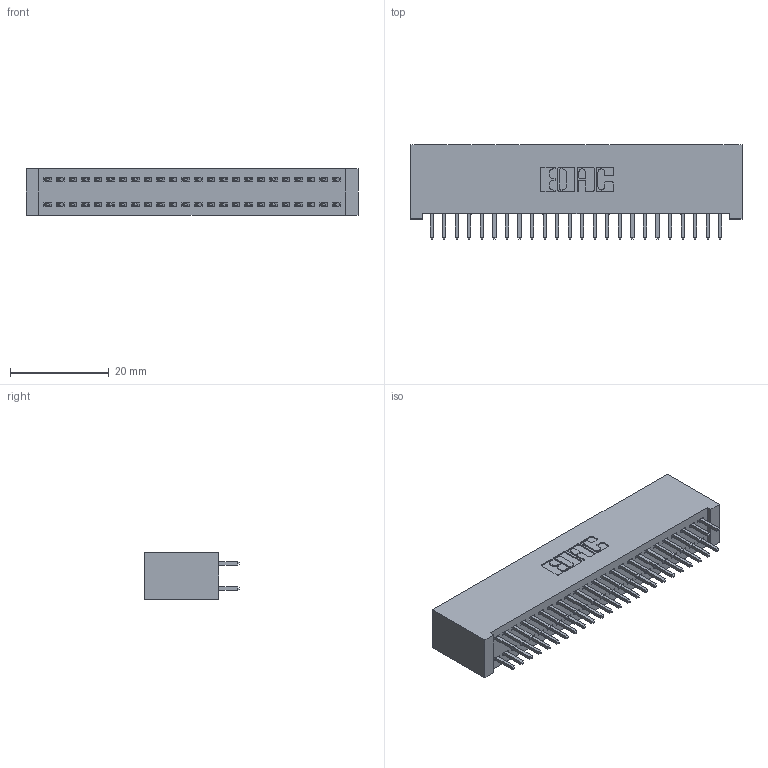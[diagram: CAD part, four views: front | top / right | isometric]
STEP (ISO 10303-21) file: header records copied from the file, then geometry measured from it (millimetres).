
FILE_DESCRIPTION (( 'STEP AP203' ), '1' );
FILE_NAME ('342-048-521-201.STEP', '2019-10-02T21:46:41', ( '' ), ( '' ), 'SwSTEP 2.0', 'SolidWorks 2016', '' );
FILE_SCHEMA (( 'CONFIG_CONTROL_DESIGN' ));
Length unit declared in the file: inch
Products named in the file (3): 342 Part_Lugless; 345-292-001_345-293-121; 342-048-521-201
Assembly tree (49 placements, depth 2):
  342-048-521-201
    342 Part_Lugless
    345-292-001_345-293-121  x48
Bounding box: 67.21 x 19.06 x 9.4 mm (x, y, z)
Volume: 6373.4 mm3; surface area: 10244.3 mm2
Topology: 49 solids, 49 shells, 2598 faces, 7715 edges, 5078 vertices
Faces by surface type: plane 1790, cylinder 808
Entity records: 17377 total; most frequent: CARTESIAN_POINT 2898, ORIENTED_EDGE 2834, DIRECTION 2501, EDGE_CURVE 1417, LINE 1297, VECTOR 1297, VERTEX_POINT 942, AXIS2_PLACEMENT_3D 602
